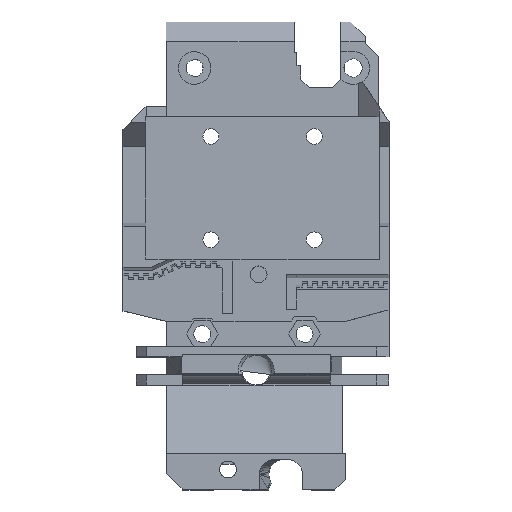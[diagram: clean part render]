
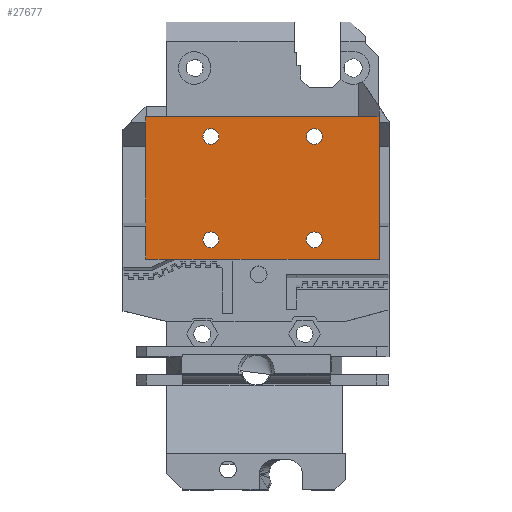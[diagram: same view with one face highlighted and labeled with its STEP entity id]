
A CAD part, top view. The second image highlights one B-rep face of the part: STEP entity #27677.
In plain terms, the highlighted planar face has unit normal (0, 0, 1).
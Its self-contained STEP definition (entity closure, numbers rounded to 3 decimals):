
#43=FACE_BOUND('',#4797,.T.);
#44=FACE_BOUND('',#4798,.T.);
#45=FACE_BOUND('',#4799,.T.);
#46=FACE_BOUND('',#4800,.T.);
#1303=PLANE('',#29450);
#3035=FACE_OUTER_BOUND('',#4796,.T.);
#4796=EDGE_LOOP('',(#24124,#24125,#24126,#24127,#24128,#24129));
#4797=EDGE_LOOP('',(#24130));
#4798=EDGE_LOOP('',(#24131));
#4799=EDGE_LOOP('',(#24132));
#4800=EDGE_LOOP('',(#24133));
#7474=LINE('',#41897,#11217);
#7476=LINE('',#41901,#11219);
#7481=LINE('',#41909,#11224);
#8386=LINE('',#43682,#12129);
#8387=LINE('',#43685,#12130);
#8388=LINE('',#43686,#12131);
#11217=VECTOR('',#33680,10.);
#11219=VECTOR('',#33684,10.);
#11224=VECTOR('',#33691,10.);
#12129=VECTOR('',#35468,10.);
#12130=VECTOR('',#35471,10.);
#12131=VECTOR('',#35472,10.);
#12856=CIRCLE('',#29451,1.55);
#12857=CIRCLE('',#29452,1.55);
#12858=CIRCLE('',#29453,1.55);
#12859=CIRCLE('',#29454,1.55);
#14327=VERTEX_POINT('',#41894);
#14328=VERTEX_POINT('',#41896);
#14329=VERTEX_POINT('',#41900);
#14331=VERTEX_POINT('',#41908);
#14763=VERTEX_POINT('',#43680);
#14764=VERTEX_POINT('',#43684);
#14765=VERTEX_POINT('',#43687);
#14766=VERTEX_POINT('',#43689);
#14767=VERTEX_POINT('',#43691);
#14768=VERTEX_POINT('',#43693);
#17178=EDGE_CURVE('',#14328,#14327,#7474,.T.);
#17180=EDGE_CURVE('',#14327,#14329,#7476,.T.);
#17185=EDGE_CURVE('',#14331,#14328,#7481,.T.);
#18090=EDGE_CURVE('',#14329,#14763,#8386,.T.);
#18091=EDGE_CURVE('',#14763,#14764,#8387,.T.);
#18092=EDGE_CURVE('',#14764,#14331,#8388,.T.);
#18093=EDGE_CURVE('',#14765,#14765,#12856,.T.);
#18094=EDGE_CURVE('',#14766,#14766,#12857,.T.);
#18095=EDGE_CURVE('',#14767,#14767,#12858,.T.);
#18096=EDGE_CURVE('',#14768,#14768,#12859,.T.);
#24124=ORIENTED_EDGE('',*,*,#17178,.T.);
#24125=ORIENTED_EDGE('',*,*,#17180,.T.);
#24126=ORIENTED_EDGE('',*,*,#18090,.T.);
#24127=ORIENTED_EDGE('',*,*,#18091,.T.);
#24128=ORIENTED_EDGE('',*,*,#18092,.T.);
#24129=ORIENTED_EDGE('',*,*,#17185,.T.);
#24130=ORIENTED_EDGE('',*,*,#18093,.T.);
#24131=ORIENTED_EDGE('',*,*,#18094,.T.);
#24132=ORIENTED_EDGE('',*,*,#18095,.T.);
#24133=ORIENTED_EDGE('',*,*,#18096,.T.);
#27677=ADVANCED_FACE('',(#3035,#43,#44,#45,#46),#1303,.F.);
#29450=AXIS2_PLACEMENT_3D('',#43683,#35469,#35470);
#29451=AXIS2_PLACEMENT_3D('',#43688,#35473,#35474);
#29452=AXIS2_PLACEMENT_3D('',#43690,#35475,#35476);
#29453=AXIS2_PLACEMENT_3D('',#43692,#35477,#35478);
#29454=AXIS2_PLACEMENT_3D('',#43694,#35479,#35480);
#33680=DIRECTION('',(1.,0.,0.));
#33684=DIRECTION('',(1.,0.,0.));
#33691=DIRECTION('',(1.,0.,0.));
#35468=DIRECTION('',(0.,1.,0.));
#35469=DIRECTION('center_axis',(0.,0.,
-1.));
#35470=DIRECTION('ref_axis',(1.,0.,0.));
#35471=DIRECTION('',(-1.,0.,0.));
#35472=DIRECTION('',(0.,-1.,0.));
#35473=DIRECTION('center_axis',(0.,0.,
-1.));
#35474=DIRECTION('ref_axis',(-1.,0.,0.));
#35475=DIRECTION('center_axis',(0.,0.,
-1.));
#35476=DIRECTION('ref_axis',(-1.,0.,0.));
#35477=DIRECTION('center_axis',(0.,0.,
-1.));
#35478=DIRECTION('ref_axis',(-1.,0.,0.));
#35479=DIRECTION('center_axis',(0.,0.,
-1.));
#35480=DIRECTION('ref_axis',(-1.,0.,0.));
#41894=CARTESIAN_POINT('',(-109.39,306.367,96.601));
#41896=CARTESIAN_POINT('',(-114.997,306.366,96.601));
#41897=CARTESIAN_POINT('',(-113.205,306.367,96.601));
#41900=CARTESIAN_POINT('',(-88.543,306.366,96.601));
#41901=CARTESIAN_POINT('',(-133.633,306.366,96.601));
#41908=CARTESIAN_POINT('',(-134.283,306.366,96.601));
#41909=CARTESIAN_POINT('',(-133.633,306.366,96.601));
#43680=CARTESIAN_POINT('',(-88.543,334.227,96.601));
#43682=CARTESIAN_POINT('',(-88.543,314.14,96.601));
#43683=CARTESIAN_POINT('Origin',(-111.413,322.092,96.601));
#43684=CARTESIAN_POINT('',(-134.283,334.227,96.601));
#43685=CARTESIAN_POINT('',(-134.183,334.227,96.601));
#43686=CARTESIAN_POINT('',(-134.283,308.266,96.601));
#43687=CARTESIAN_POINT('',(-99.763,330.342,96.601));
#43688=CARTESIAN_POINT('Origin',(-101.313,330.342,96.601));
#43689=CARTESIAN_POINT('',(-119.963,330.342,96.601));
#43690=CARTESIAN_POINT('Origin',(-121.513,330.342,96.601));
#43691=CARTESIAN_POINT('',(-99.763,310.142,96.601));
#43692=CARTESIAN_POINT('Origin',(-101.313,310.142,96.601));
#43693=CARTESIAN_POINT('',(-119.963,310.142,96.601));
#43694=CARTESIAN_POINT('Origin',(-121.513,310.142,96.601));
